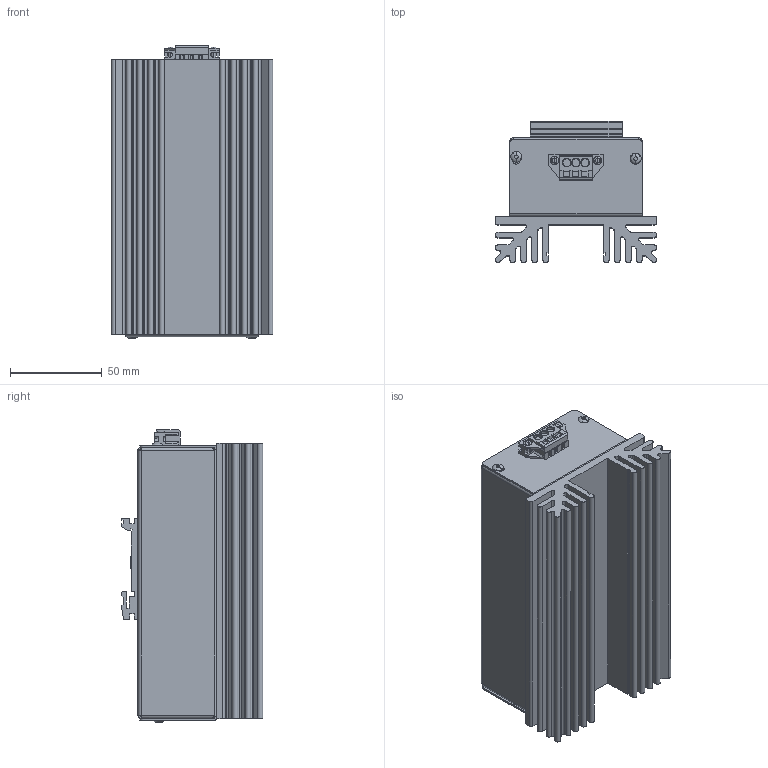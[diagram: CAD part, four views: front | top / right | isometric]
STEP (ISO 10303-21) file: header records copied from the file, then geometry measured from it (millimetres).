
FILE_DESCRIPTION (( 'STEP AP214' ), '1' );
FILE_NAME ('Maxi_DK + Schnapp_UL.STEP', '2017-01-23T11:36:44', ( '' ), ( '' ), 'SwSTEP 2.0', 'SolidWorks 2015', '' );
FILE_SCHEMA (( 'AUTOMOTIVE_DESIGN' ));
Length unit declared in the file: millimetre
Products named in the file (10): WAGO.Kl gr 731-133_Durchführungsklemme 0,08mm²-2,5mm² 3pol.; INT90.0033__RWSbmaxi_Rückwand maxi mit Schnappbefestigung; INT40.0013_A0_KKmaxi; INT40.0580_001_VTmaxiUL-DK; INT40.0581_002_RWmaxiUL_; Niete3,2x6; Sbgr_Schnappbefestigung Aluminium, farblos voreloxiert; BlNi4,8x12_Blindnieten 4,8x12 Flachrundkopf AL.ST Maxigrip KB2,5-6,5; Maxi_DK + Schnapp_UL; Niete2,4x12
Assembly tree (14 placements, depth 3):
  Maxi_DK + Schnapp_UL
    INT40.0013_A0_KKmaxi
    INT40.0580_001_VTmaxiUL-DK
    INT90.0033__RWSbmaxi_Rückwand maxi mit Schnappbefestigung
      INT40.0581_002_RWmaxiUL_
      BlNi4,8x12_Blindnieten 4,8x12 Flachrundkopf AL.ST Maxigrip KB2,5-6,5  x2
    Niete3,2x6  x4
    WAGO.Kl gr 731-133_Durchführungsklemme 0,08mm²-2,5mm² 3pol.
    Niete2,4x12  x2
    Sbgr_Schnappbefestigung Aluminium, farblos voreloxiert
Bounding box: 88 x 77 x 159.69 mm (x, y, z)
Volume: 222564.5 mm3; surface area: 180987 mm2
Topology: 13 solids, 13 shells, 637 faces, 1679 edges, 1051 vertices
Faces by surface type: plane 365, cylinder 206, torus 48, bspline 12, cone 6
Entity records: 18859 total; most frequent: CARTESIAN_POINT 3823, ORIENTED_EDGE 3066, DIRECTION 3011, EDGE_CURVE 1533, LINE 1129, VECTOR 1129, VERTEX_POINT 977, AXIS2_PLACEMENT_3D 941
